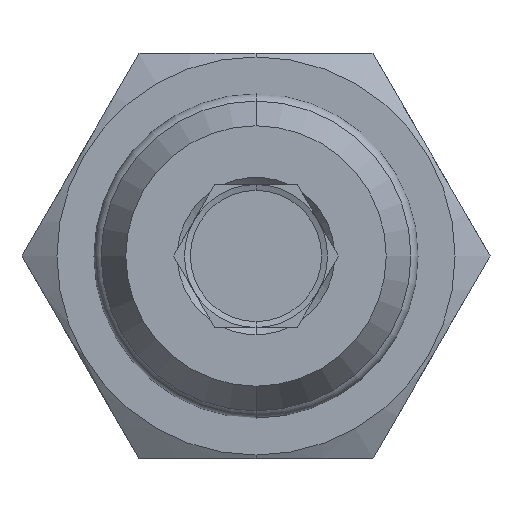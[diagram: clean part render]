
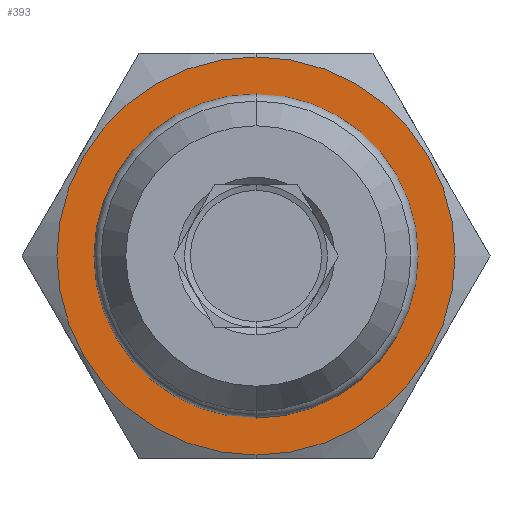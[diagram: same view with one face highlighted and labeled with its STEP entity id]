
A CAD part, front view. The second image highlights one B-rep face of the part: STEP entity #393.
In plain terms, the highlighted planar face has unit normal (0, -1, 0).
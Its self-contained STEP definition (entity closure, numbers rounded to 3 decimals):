
#225 = EDGE_CURVE ( 'NONE', #2423, #2424, #1218, .T. ) ;
#228 = EDGE_CURVE ( 'NONE', #2429, #2433, #1223, .T. ) ;
#239 = EDGE_CURVE ( 'NONE', #2433, #2429, #1233, .T. ) ;
#244 = EDGE_CURVE ( 'NONE', #2424, #2423, #1234, .T. ) ;
#393 = ADVANCED_FACE ( 'NONE', ( #1380, #1381 ), #1830, .T. ) ;
#428 = ORIENTED_EDGE ( 'NONE', *, *, #239, .T. ) ;
#429 = ORIENTED_EDGE ( 'NONE', *, *, #228, .T. ) ;
#430 = ORIENTED_EDGE ( 'NONE', *, *, #225, .F. ) ;
#431 = ORIENTED_EDGE ( 'NONE', *, *, #244, .F. ) ;
#1218 = CIRCLE ( 'NONE', #3205, 6.5 ) ;
#1223 = CIRCLE ( 'NONE', #3206, 8.35 ) ;
#1233 = CIRCLE ( 'NONE', #3209, 8.35 ) ;
#1234 = CIRCLE ( 'NONE', #3210, 6.5 ) ;
#1380 = FACE_OUTER_BOUND ( 'NONE', #3072, .T. ) ;
#1381 = FACE_BOUND ( 'NONE', #3073, .T. ) ;
#1483 = CARTESIAN_POINT ( 'NONE',  ( 0., 27., 0. ) ) ;
#1484 = DIRECTION ( 'NONE',  ( 0., -1., 0. ) ) ;
#1485 = DIRECTION ( 'NONE',  ( 0., 0., -1. ) ) ;
#1522 = CARTESIAN_POINT ( 'NONE',  ( 0., 27., 0. ) ) ;
#1523 = DIRECTION ( 'NONE',  ( 0., -1., 0. ) ) ;
#1524 = DIRECTION ( 'NONE',  ( 0., 0., -1. ) ) ;
#1830 = PLANE ( 'NONE',  #3278 ) ;
#1831 = CARTESIAN_POINT ( 'NONE',  ( 6.5, 27., 0. ) ) ;
#1832 = DIRECTION ( 'NONE',  ( 0., -1., 0. ) ) ;
#1833 = DIRECTION ( 'NONE',  ( 0., 0., -1. ) ) ;
#2164 = CARTESIAN_POINT ( 'NONE',  ( 0., 27., -6.5 ) ) ;
#2165 = CARTESIAN_POINT ( 'NONE',  ( 0., 27., 6.5 ) ) ;
#2170 = CARTESIAN_POINT ( 'NONE',  ( 0., 27., -8.35 ) ) ;
#2174 = CARTESIAN_POINT ( 'NONE',  ( 0., 27., 8.35 ) ) ;
#2423 = VERTEX_POINT ( 'NONE', #2164 ) ;
#2424 = VERTEX_POINT ( 'NONE', #2165 ) ;
#2429 = VERTEX_POINT ( 'NONE', #2170 ) ;
#2433 = VERTEX_POINT ( 'NONE', #2174 ) ;
#3072 = EDGE_LOOP ( 'NONE', ( #428, #429 ) ) ;
#3073 = EDGE_LOOP ( 'NONE', ( #430, #431 ) ) ;
#3205 = AXIS2_PLACEMENT_3D ( 'NONE', #3970, #3971, #3972 ) ;
#3206 = AXIS2_PLACEMENT_3D ( 'NONE', #3977, #3978, #3979 ) ;
#3209 = AXIS2_PLACEMENT_3D ( 'NONE', #1483, #1484, #1485 ) ;
#3210 = AXIS2_PLACEMENT_3D ( 'NONE', #1522, #1523, #1524 ) ;
#3278 = AXIS2_PLACEMENT_3D ( 'NONE', #1831, #1832, #1833 ) ;
#3970 = CARTESIAN_POINT ( 'NONE',  ( 0., 27., 0. ) ) ;
#3971 = DIRECTION ( 'NONE',  ( 0., -1., 0. ) ) ;
#3972 = DIRECTION ( 'NONE',  ( 0., 0., -1. ) ) ;
#3977 = CARTESIAN_POINT ( 'NONE',  ( 0., 27., 0. ) ) ;
#3978 = DIRECTION ( 'NONE',  ( 0., -1., 0. ) ) ;
#3979 = DIRECTION ( 'NONE',  ( 0., 0., -1. ) ) ;
